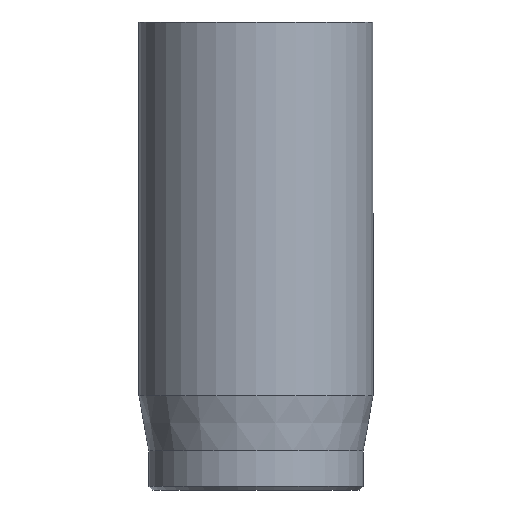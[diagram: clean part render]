
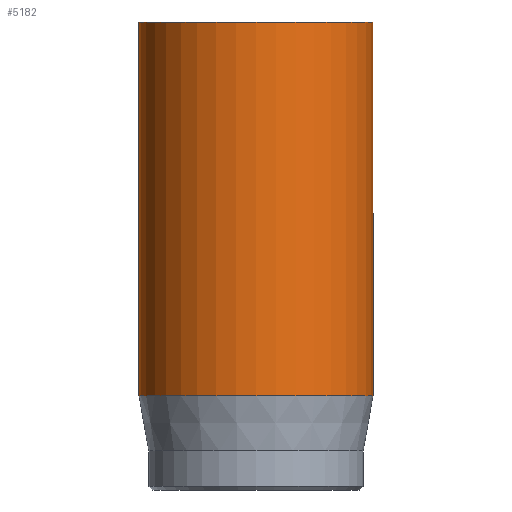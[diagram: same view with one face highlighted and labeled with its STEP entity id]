
A CAD part, front view. The second image highlights one B-rep face of the part: STEP entity #5182.
In plain terms, the highlighted cylindrical face has radius 3 mm (diameter 6 mm), a full revolution.
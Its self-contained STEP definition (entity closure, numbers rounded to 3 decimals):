
#621=CYLINDRICAL_SURFACE('',#5389,3.);
#882=FACE_OUTER_BOUND('',#1183,.T.);
#1183=EDGE_LOOP('',(#4797,#4798,#4799,#4800,#4801));
#1609=LINE('',#9632,#2041);
#2041=VECTOR('',#6077,3.);
#2076=CIRCLE('',#5373,3.);
#2082=CIRCLE('',#5387,3.);
#2083=CIRCLE('',#5388,3.);
#2573=VERTEX_POINT('',#9603);
#2579=VERTEX_POINT('',#9626);
#2580=VERTEX_POINT('',#9627);
#3318=EDGE_CURVE('',#2573,#2573,#2076,.T.);
#3327=EDGE_CURVE('',#2579,#2580,#2082,.T.);
#3328=EDGE_CURVE('',#2580,#2579,#2083,.T.);
#3330=EDGE_CURVE('',#2573,#2579,#1609,.T.);
#4797=ORIENTED_EDGE('',*,*,#3318,.T.);
#4798=ORIENTED_EDGE('',*,*,#3330,.T.);
#4799=ORIENTED_EDGE('',*,*,#3327,.T.);
#4800=ORIENTED_EDGE('',*,*,#3328,.T.);
#4801=ORIENTED_EDGE('',*,*,#3330,.F.);
#5182=ADVANCED_FACE('',(#882),#621,.T.);
#5373=AXIS2_PLACEMENT_3D('',#9604,#6039,#6040);
#5387=AXIS2_PLACEMENT_3D('',#9628,#6070,#6071);
#5388=AXIS2_PLACEMENT_3D('',#9629,#6072,#6073);
#5389=AXIS2_PLACEMENT_3D('',#9631,#6075,#6076);
#6039=DIRECTION('center_axis',(0.,0.,-1.));
#6040=DIRECTION('ref_axis',(-1.,0.,0.));
#6070=DIRECTION('center_axis',(0.,0.,1.));
#6071=DIRECTION('ref_axis',(-1.,0.,0.));
#6072=DIRECTION('center_axis',(0.,0.,1.));
#6073=DIRECTION('ref_axis',(-1.,0.,0.));
#6075=DIRECTION('center_axis',(0.,0.,1.));
#6076=DIRECTION('ref_axis',(-1.,0.,0.));
#6077=DIRECTION('',(0.,0.,-1.));
#9603=CARTESIAN_POINT('',(3.,0.,12.));
#9604=CARTESIAN_POINT('Origin',(0.,0.,12.));
#9626=CARTESIAN_POINT('',(3.,0.,2.418));
#9627=CARTESIAN_POINT('',(-3.,0.,2.418));
#9628=CARTESIAN_POINT('Origin',(0.,0.,2.418));
#9629=CARTESIAN_POINT('Origin',(0.,0.,2.418));
#9631=CARTESIAN_POINT('Origin',(0.,0.,0.));
#9632=CARTESIAN_POINT('',(3.,0.,0.));
